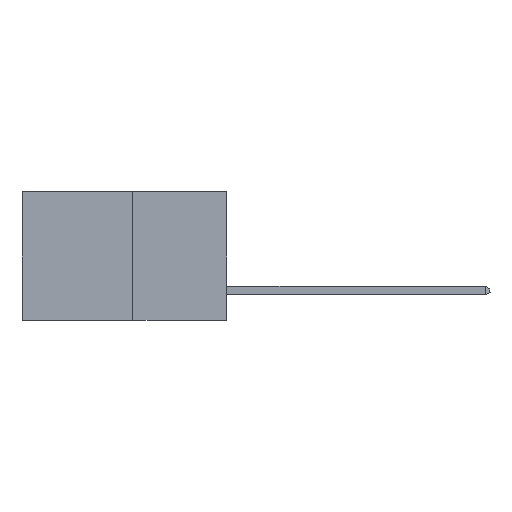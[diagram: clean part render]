
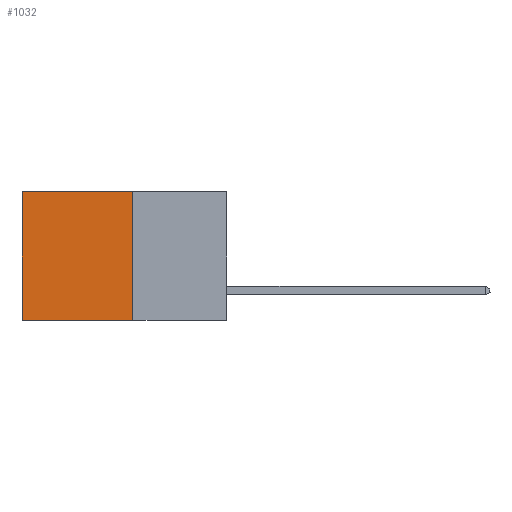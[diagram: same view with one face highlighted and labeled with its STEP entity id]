
A CAD part, left-side view. The second image highlights one B-rep face of the part: STEP entity #1032.
In plain terms, the highlighted planar face has unit normal (-1, 0, 0).
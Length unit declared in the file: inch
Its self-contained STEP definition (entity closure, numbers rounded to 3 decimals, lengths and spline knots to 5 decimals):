
#321 = ORIENTED_EDGE ( 'NONE', *, *, #1606, .T. ) ;
#688 = ORIENTED_EDGE ( 'NONE', *, *, #1108, .F. ) ;
#791 = CARTESIAN_POINT ( 'NONE',  ( 0.277, 0.27, 0. ) ) ;
#1032 = ADVANCED_FACE ( 'NONE', ( #1657 ), #4403, .F. ) ;
#1108 = EDGE_CURVE ( 'NONE', #11133, #11312, #5752, .T. ) ;
#1333 = VERTEX_POINT ( 'NONE', #2955 ) ;
#1494 = DIRECTION ( 'NONE',  ( 0., 1., 0. ) ) ;
#1606 = EDGE_CURVE ( 'NONE', #10877, #11312, #4880, .T. ) ;
#1657 = FACE_OUTER_BOUND ( 'NONE', #4898, .T. ) ;
#1856 = CARTESIAN_POINT ( 'NONE',  ( 0.277, 0.59, -0.37 ) ) ;
#2286 = EDGE_CURVE ( 'NONE', #1333, #11133, #6053, .T. ) ;
#2292 = DIRECTION ( 'NONE',  ( 0., 1., 0. ) ) ;
#2413 = CARTESIAN_POINT ( 'NONE',  ( 0.277, 0.59, 0. ) ) ;
#2955 = CARTESIAN_POINT ( 'NONE',  ( 0.277, 0.27, 0. ) ) ;
#3252 = VECTOR ( 'NONE', #2292, 39.37008 ) ;
#4403 = PLANE ( 'NONE',  #10846 ) ;
#4547 = VECTOR ( 'NONE', #7628, 39.37008 ) ;
#4840 = CARTESIAN_POINT ( 'NONE',  ( 0.277, 0.27, -0.37 ) ) ;
#4880 = LINE ( 'NONE', #1856, #4547 ) ;
#4898 = EDGE_LOOP ( 'NONE', ( #321, #688, #8362, #8556 ) ) ;
#5018 = DIRECTION ( 'NONE',  ( 0., 0., -1. ) ) ;
#5137 = EDGE_CURVE ( 'NONE', #1333, #10877, #6132, .T. ) ;
#5752 = LINE ( 'NONE', #4840, #3252 ) ;
#6053 = LINE ( 'NONE', #9329, #10699 ) ;
#6132 = LINE ( 'NONE', #791, #8349 ) ;
#7628 = DIRECTION ( 'NONE',  ( 0., 0., -1. ) ) ;
#8349 = VECTOR ( 'NONE', #1494, 39.37008 ) ;
#8362 = ORIENTED_EDGE ( 'NONE', *, *, #2286, .F. ) ;
#8556 = ORIENTED_EDGE ( 'NONE', *, *, #5137, .T. ) ;
#8705 = CARTESIAN_POINT ( 'NONE',  ( 0.277, 0.27, -0.37 ) ) ;
#9246 = DIRECTION ( 'NONE',  ( 0., 0., -1. ) ) ;
#9329 = CARTESIAN_POINT ( 'NONE',  ( 0.277, 0.27, -0.37 ) ) ;
#10688 = CARTESIAN_POINT ( 'NONE',  ( 0.277, 0.59, -0.37 ) ) ;
#10699 = VECTOR ( 'NONE', #9246, 39.37008 ) ;
#10846 = AXIS2_PLACEMENT_3D ( 'NONE', #8705, #11791, #5018 ) ;
#10877 = VERTEX_POINT ( 'NONE', #2413 ) ;
#11133 = VERTEX_POINT ( 'NONE', #11429 ) ;
#11312 = VERTEX_POINT ( 'NONE', #10688 ) ;
#11429 = CARTESIAN_POINT ( 'NONE',  ( 0.277, 0.27, -0.37 ) ) ;
#11791 = DIRECTION ( 'NONE',  ( 1., 0., 0. ) ) ;
